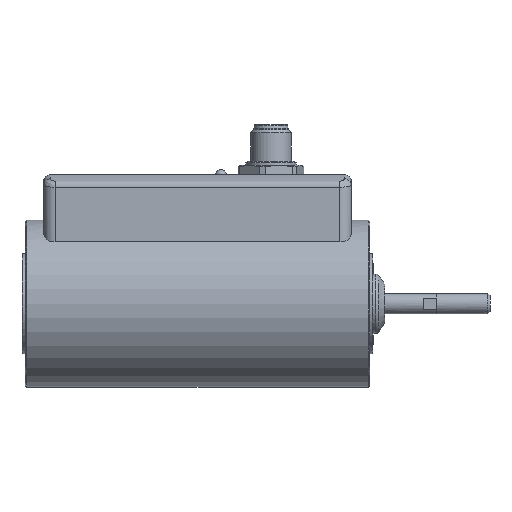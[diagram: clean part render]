
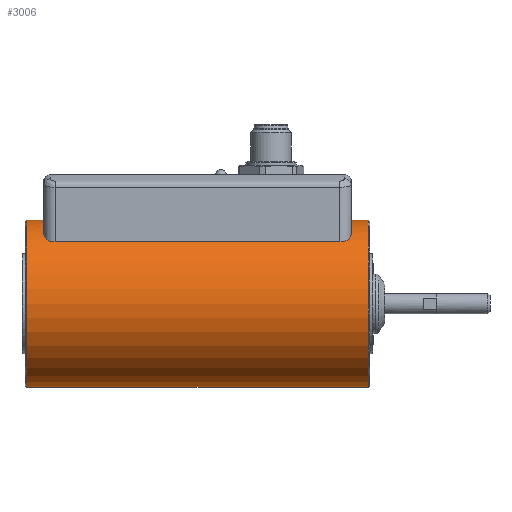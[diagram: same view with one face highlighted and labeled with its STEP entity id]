
A CAD part, front view. The second image highlights one B-rep face of the part: STEP entity #3006.
In plain terms, the highlighted cylindrical face has radius 25 mm (diameter 50 mm), a full revolution.
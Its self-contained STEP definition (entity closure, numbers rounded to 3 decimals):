
#54=B_SPLINE_CURVE_WITH_KNOTS('',3,(#4075,#4076,#4077,#4078,#4079),
 .UNSPECIFIED.,.F.,.F.,(4,1,4),(0.008,0.01,
0.012),.UNSPECIFIED.);
#56=B_SPLINE_CURVE_WITH_KNOTS('',3,(#4091,#4092,#4093,#4094,#4095),
 .UNSPECIFIED.,.F.,.F.,(4,1,4),(0.019,0.022,0.024),
 .UNSPECIFIED.);
#58=B_SPLINE_CURVE_WITH_KNOTS('',3,(#4104,#4105,#4106,#4107,#4108),
 .UNSPECIFIED.,.F.,.F.,(4,1,4),(0.,0.002,0.005),
 .UNSPECIFIED.);
#60=B_SPLINE_CURVE_WITH_KNOTS('',3,(#4120,#4121,#4122,#4123,#4124),
 .UNSPECIFIED.,.F.,.F.,(4,1,4),(0.012,0.014,0.016),
 .UNSPECIFIED.);
#207=CIRCLE('',#3110,25.);
#210=CIRCLE('',#3114,25.);
#279=CIRCLE('',#3267,25.);
#280=CIRCLE('',#3268,25.);
#683=ORIENTED_EDGE('',*,*,#966,.T.);
#684=ORIENTED_EDGE('',*,*,#967,.T.);
#685=ORIENTED_EDGE('',*,*,#822,.F.);
#686=ORIENTED_EDGE('',*,*,#803,.F.);
#687=ORIENTED_EDGE('',*,*,#819,.F.);
#688=ORIENTED_EDGE('',*,*,#832,.T.);
#689=ORIENTED_EDGE('',*,*,#826,.F.);
#690=ORIENTED_EDGE('',*,*,#809,.F.);
#691=ORIENTED_EDGE('',*,*,#815,.F.);
#692=ORIENTED_EDGE('',*,*,#830,.T.);
#803=EDGE_CURVE('',#1026,#1027,#207,.F.);
#809=EDGE_CURVE('',#1032,#1033,#210,.F.);
#815=EDGE_CURVE('',#1037,#1032,#54,.T.);
#819=EDGE_CURVE('',#1040,#1026,#56,.T.);
#822=EDGE_CURVE('',#1027,#1043,#58,.T.);
#826=EDGE_CURVE('',#1033,#1046,#60,.T.);
#830=EDGE_CURVE('',#1037,#1043,#1194,.F.);
#832=EDGE_CURVE('',#1040,#1046,#1196,.T.);
#966=EDGE_CURVE('',#1140,#1140,#279,.T.);
#967=EDGE_CURVE('',#1141,#1141,#280,.T.);
#1026=VERTEX_POINT('',#4048);
#1027=VERTEX_POINT('',#4050);
#1032=VERTEX_POINT('',#4061);
#1033=VERTEX_POINT('',#4063);
#1037=VERTEX_POINT('',#4073);
#1040=VERTEX_POINT('',#4089);
#1043=VERTEX_POINT('',#4109);
#1046=VERTEX_POINT('',#4125);
#1140=VERTEX_POINT('',#4595);
#1141=VERTEX_POINT('',#4597);
#1194=LINE('',#4136,#1258);
#1196=LINE('',#4139,#1260);
#1258=VECTOR('',#3494,1000.);
#1260=VECTOR('',#3498,1000.);
#1470=EDGE_LOOP('',(#683));
#1471=EDGE_LOOP('',(#684));
#1472=EDGE_LOOP('',(#685,#686,#687,#688,#689,#690,#691,#692));
#1709=FACE_BOUND('',#1470,.T.);
#1710=FACE_BOUND('',#1471,.T.);
#1711=FACE_BOUND('',#1472,.T.);
#1830=CYLINDRICAL_SURFACE('',#3266,25.);
#3006=ADVANCED_FACE('',(#1709,#1710,#1711),#1830,.T.);
#3110=AXIS2_PLACEMENT_3D('',#4049,#3453,#3454);
#3114=AXIS2_PLACEMENT_3D('',#4062,#3464,#3465);
#3266=AXIS2_PLACEMENT_3D('',#4593,#3820,#3821);
#3267=AXIS2_PLACEMENT_3D('',#4594,#3822,#3823);
#3268=AXIS2_PLACEMENT_3D('',#4596,#3824,#3825);
#3453=DIRECTION('',(1.,0.,0.));
#3454=DIRECTION('',(0.,0.,-1.));
#3464=DIRECTION('',(-1.,0.,0.));
#3465=DIRECTION('',(0.,0.,1.));
#3494=DIRECTION('',(-1.,0.,0.));
#3498=DIRECTION('',(-1.,0.,0.));
#3820=DIRECTION('',(-1.,0.,0.));
#3821=DIRECTION('',(0.,0.,1.));
#3822=DIRECTION('',(1.,0.,0.));
#3823=DIRECTION('',(0.,0.,-1.));
#3824=DIRECTION('',(-1.,0.,0.));
#3825=DIRECTION('',(0.,0.,1.));
#4048=CARTESIAN_POINT('',(46.,-13.5,-17.558));
#4049=CARTESIAN_POINT('',(46.,0.,-38.6));
#4050=CARTESIAN_POINT('',(46.,13.5,-17.558));
#4061=CARTESIAN_POINT('',(-46.,13.5,-17.558));
#4062=CARTESIAN_POINT('',(-46.,0.,-38.6));
#4063=CARTESIAN_POINT('',(-46.,-13.5,-17.558));
#4073=CARTESIAN_POINT('',(-43.908,16.704,-20.));
#4075=CARTESIAN_POINT('',(-43.908,16.704,-20.));
#4076=CARTESIAN_POINT('',(-44.59,16.405,-19.731));
#4077=CARTESIAN_POINT('',(-45.628,15.448,-18.902));
#4078=CARTESIAN_POINT('',(-46.,14.16,-17.982));
#4079=CARTESIAN_POINT('',(-46.,13.5,-17.558));
#4089=CARTESIAN_POINT('',(43.908,-16.704,-20.));
#4091=CARTESIAN_POINT('',(43.908,-16.704,-20.));
#4092=CARTESIAN_POINT('',(44.593,-16.403,-19.729));
#4093=CARTESIAN_POINT('',(45.629,-15.441,-18.897));
#4094=CARTESIAN_POINT('',(46.,-14.17,-17.988));
#4095=CARTESIAN_POINT('',(46.,-13.5,-17.558));
#4104=CARTESIAN_POINT('',(46.,13.5,-17.558));
#4105=CARTESIAN_POINT('',(46.,14.171,-17.989));
#4106=CARTESIAN_POINT('',(45.627,15.441,-18.897));
#4107=CARTESIAN_POINT('',(44.595,16.403,-19.729));
#4108=CARTESIAN_POINT('',(43.908,16.704,-20.));
#4109=CARTESIAN_POINT('',(43.908,16.704,-20.));
#4120=CARTESIAN_POINT('',(-46.,-13.5,-17.558));
#4121=CARTESIAN_POINT('',(-46.,-14.164,-17.984));
#4122=CARTESIAN_POINT('',(-45.632,-15.442,-18.898));
#4123=CARTESIAN_POINT('',(-44.587,-16.406,-19.732));
#4124=CARTESIAN_POINT('',(-43.908,-16.704,-20.));
#4125=CARTESIAN_POINT('',(-43.908,-16.704,-20.));
#4136=CARTESIAN_POINT('',(-37.662,16.704,-20.));
#4139=CARTESIAN_POINT('',(-37.662,-16.704,-20.));
#4593=CARTESIAN_POINT('',(-37.662,0.,-38.6));
#4594=CARTESIAN_POINT('',(-51.1,0.,-38.6));
#4595=CARTESIAN_POINT('',(-51.1,0.,-63.6));
#4596=CARTESIAN_POINT('',(51.1,0.,-38.6));
#4597=CARTESIAN_POINT('',(51.1,0.,-13.6));
